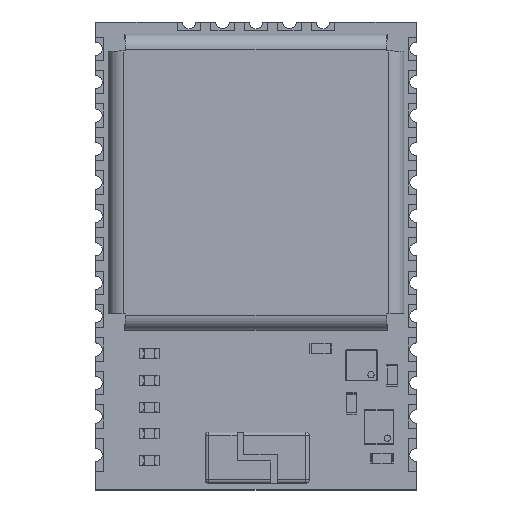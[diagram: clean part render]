
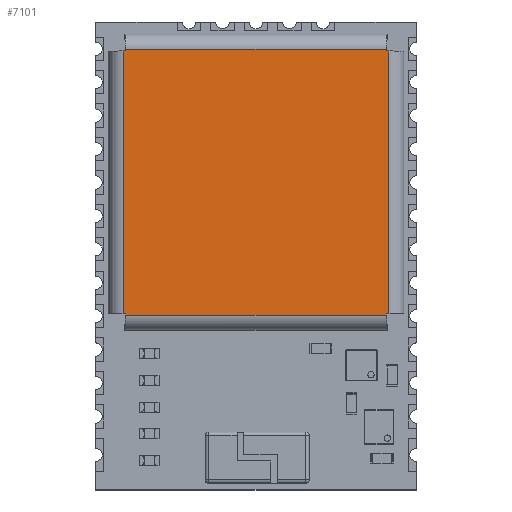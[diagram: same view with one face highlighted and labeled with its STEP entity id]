
A CAD part, top view. The second image highlights one B-rep face of the part: STEP entity #7101.
In plain terms, the highlighted face is planar.
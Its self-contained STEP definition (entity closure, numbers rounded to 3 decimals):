
#7101 = ADVANCED_FACE('',(#7102),#7200,.F.);
#7102 = FACE_BOUND('',#7103,.T.);
#7103 = EDGE_LOOP('',(#7104,#7114,#7122,#7130,#7138,#7146,#7154,#7162,
    #7170,#7178,#7186,#7194));
#7104 = ORIENTED_EDGE('',*,*,#7105,.T.);
#7105 = EDGE_CURVE('',#7106,#7108,#7110,.T.);
#7106 = VERTEX_POINT('',#7107);
#7107 = CARTESIAN_POINT('',(8.325,0.,-8.4));
#7108 = VERTEX_POINT('',#7109);
#7109 = CARTESIAN_POINT('',(0.525,0.,-8.4));
#7110 = LINE('',#7111,#7112);
#7111 = CARTESIAN_POINT('',(8.35,0.,-8.4));
#7112 = VECTOR('',#7113,1.);
#7113 = DIRECTION('',(-1.,0.,0.));
#7114 = ORIENTED_EDGE('',*,*,#7115,.F.);
#7115 = EDGE_CURVE('',#7116,#7108,#7118,.T.);
#7116 = VERTEX_POINT('',#7117);
#7117 = CARTESIAN_POINT('',(0.525,0.,-8.35));
#7118 = LINE('',#7119,#7120);
#7119 = CARTESIAN_POINT('',(0.525,0.,0.));
#7120 = VECTOR('',#7121,1.);
#7121 = DIRECTION('',(0.,0.,-1.));
#7122 = ORIENTED_EDGE('',*,*,#7123,.F.);
#7123 = EDGE_CURVE('',#7124,#7116,#7126,.T.);
#7124 = VERTEX_POINT('',#7125);
#7125 = CARTESIAN_POINT('',(0.45,0.,-8.35));
#7126 = LINE('',#7127,#7128);
#7127 = CARTESIAN_POINT('',(0.,0.,-8.35));
#7128 = VECTOR('',#7129,1.);
#7129 = DIRECTION('',(1.,0.,0.));
#7130 = ORIENTED_EDGE('',*,*,#7131,.T.);
#7131 = EDGE_CURVE('',#7124,#7132,#7134,.T.);
#7132 = VERTEX_POINT('',#7133);
#7133 = CARTESIAN_POINT('',(0.45,0.,-0.5));
#7134 = LINE('',#7135,#7136);
#7135 = CARTESIAN_POINT('',(0.45,0.,-8.35));
#7136 = VECTOR('',#7137,1.);
#7137 = DIRECTION('',(-0.,0.,1.));
#7138 = ORIENTED_EDGE('',*,*,#7139,.T.);
#7139 = EDGE_CURVE('',#7132,#7140,#7142,.T.);
#7140 = VERTEX_POINT('',#7141);
#7141 = CARTESIAN_POINT('',(0.525,0.,-0.5));
#7142 = LINE('',#7143,#7144);
#7143 = CARTESIAN_POINT('',(0.,0.,-0.5));
#7144 = VECTOR('',#7145,1.);
#7145 = DIRECTION('',(1.,0.,0.));
#7146 = ORIENTED_EDGE('',*,*,#7147,.F.);
#7147 = EDGE_CURVE('',#7148,#7140,#7150,.T.);
#7148 = VERTEX_POINT('',#7149);
#7149 = CARTESIAN_POINT('',(0.525,0.,-0.45));
#7150 = LINE('',#7151,#7152);
#7151 = CARTESIAN_POINT('',(0.525,0.,0.));
#7152 = VECTOR('',#7153,1.);
#7153 = DIRECTION('',(0.,0.,-1.));
#7154 = ORIENTED_EDGE('',*,*,#7155,.T.);
#7155 = EDGE_CURVE('',#7148,#7156,#7158,.T.);
#7156 = VERTEX_POINT('',#7157);
#7157 = CARTESIAN_POINT('',(8.325,0.,-0.45));
#7158 = LINE('',#7159,#7160);
#7159 = CARTESIAN_POINT('',(0.5,0.,-0.45));
#7160 = VECTOR('',#7161,1.);
#7161 = DIRECTION('',(1.,0.,0.));
#7162 = ORIENTED_EDGE('',*,*,#7163,.F.);
#7163 = EDGE_CURVE('',#7164,#7156,#7166,.T.);
#7164 = VERTEX_POINT('',#7165);
#7165 = CARTESIAN_POINT('',(8.325,-0.,-0.5));
#7166 = LINE('',#7167,#7168);
#7167 = CARTESIAN_POINT('',(8.325,0.,0.));
#7168 = VECTOR('',#7169,1.);
#7169 = DIRECTION('',(0.,0.,1.));
#7170 = ORIENTED_EDGE('',*,*,#7171,.F.);
#7171 = EDGE_CURVE('',#7172,#7164,#7174,.T.);
#7172 = VERTEX_POINT('',#7173);
#7173 = CARTESIAN_POINT('',(8.4,0.,-0.5));
#7174 = LINE('',#7175,#7176);
#7175 = CARTESIAN_POINT('',(8.85,0.,-0.5));
#7176 = VECTOR('',#7177,1.);
#7177 = DIRECTION('',(-1.,0.,0.));
#7178 = ORIENTED_EDGE('',*,*,#7179,.T.);
#7179 = EDGE_CURVE('',#7172,#7180,#7182,.T.);
#7180 = VERTEX_POINT('',#7181);
#7181 = CARTESIAN_POINT('',(8.4,0.,-8.35));
#7182 = LINE('',#7183,#7184);
#7183 = CARTESIAN_POINT('',(8.4,0.,-0.5));
#7184 = VECTOR('',#7185,1.);
#7185 = DIRECTION('',(-0.,-0.,-1.));
#7186 = ORIENTED_EDGE('',*,*,#7187,.T.);
#7187 = EDGE_CURVE('',#7180,#7188,#7190,.T.);
#7188 = VERTEX_POINT('',#7189);
#7189 = CARTESIAN_POINT('',(8.325,0.,-8.35));
#7190 = LINE('',#7191,#7192);
#7191 = CARTESIAN_POINT('',(8.85,0.,-8.35));
#7192 = VECTOR('',#7193,1.);
#7193 = DIRECTION('',(-1.,0.,0.));
#7194 = ORIENTED_EDGE('',*,*,#7195,.F.);
#7195 = EDGE_CURVE('',#7106,#7188,#7196,.T.);
#7196 = LINE('',#7197,#7198);
#7197 = CARTESIAN_POINT('',(8.325,0.,0.));
#7198 = VECTOR('',#7199,1.);
#7199 = DIRECTION('',(0.,0.,1.));
#7200 = PLANE('',#7201);
#7201 = AXIS2_PLACEMENT_3D('',#7202,#7203,#7204);
#7202 = CARTESIAN_POINT('',(0.,0.,0.));
#7203 = DIRECTION('',(0.,-1.,0.));
#7204 = DIRECTION('',(0.,-0.,-1.));
